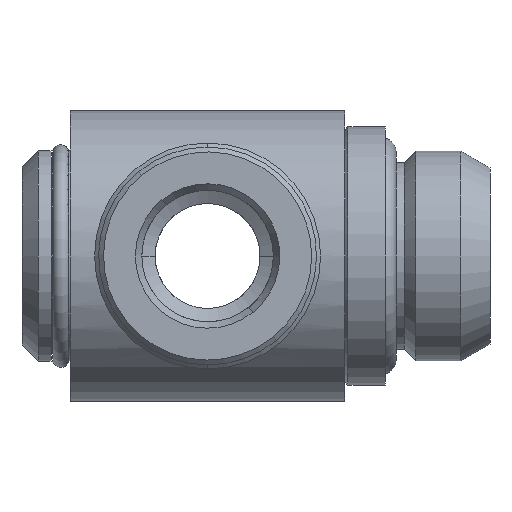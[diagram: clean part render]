
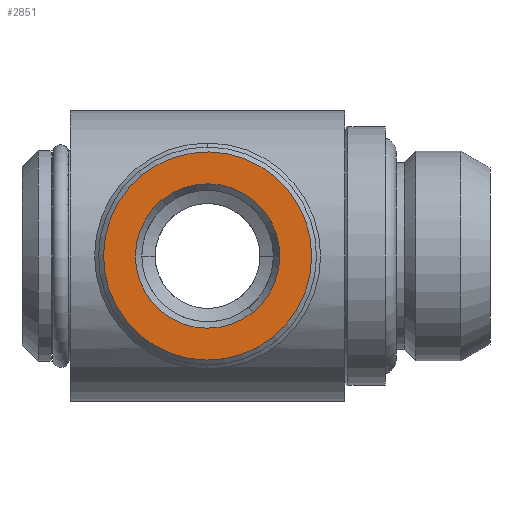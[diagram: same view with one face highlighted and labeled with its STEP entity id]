
A CAD part, left-side view. The second image highlights one B-rep face of the part: STEP entity #2851.
In plain terms, the highlighted planar face has unit normal (-1, 0, 0).
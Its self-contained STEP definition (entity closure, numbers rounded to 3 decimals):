
#685 = DIRECTION ( 'NONE',  ( 0., -0.631, -0.776 ) ) ;
#694 = CARTESIAN_POINT ( 'NONE',  ( -24.7, 17.5, 0. ) ) ;
#723 = DIRECTION ( 'NONE',  ( 1., 0., 0. ) ) ;
#1323 = AXIS2_PLACEMENT_3D ( 'NONE', #694, #723, #685 ) ;
#1324 = CIRCLE ( 'NONE', #1323, 4.475 ) ;
#1380 = CARTESIAN_POINT ( 'NONE',  ( -24.7, 22.502, -4.072 ) ) ;
#1384 = FACE_BOUND ( 'NONE', #2892, .T. ) ;
#1386 = DIRECTION ( 'NONE',  ( -1., 0., 0. ) ) ;
#1387 = PLANE ( 'NONE',  #1416 ) ;
#1390 = DIRECTION ( 'NONE',  ( 0., 0.631, 0.776 ) ) ;
#1408 = FACE_OUTER_BOUND ( 'NONE', #2802, .T. ) ;
#1416 = AXIS2_PLACEMENT_3D ( 'NONE', #1380, #1386, #1390 ) ;
#1439 = DIRECTION ( 'NONE',  ( 0., -0.631, -0.776 ) ) ;
#1447 = DIRECTION ( 'NONE',  ( 1., 0., 0. ) ) ;
#1448 = CIRCLE ( 'NONE', #1468, 6.45 ) ;
#1456 = CARTESIAN_POINT ( 'NONE',  ( -24.7, 17.5, 0. ) ) ;
#1468 = AXIS2_PLACEMENT_3D ( 'NONE', #1456, #1447, #1439 ) ;
#1564 = CARTESIAN_POINT ( 'NONE',  ( -24.7, 14.675, -3.471 ) ) ;
#2802 = EDGE_LOOP ( 'NONE', ( #2875, #2843 ) ) ;
#2828 = EDGE_CURVE ( 'NONE', #3099, #3398, #1324, .T. ) ;
#2843 = ORIENTED_EDGE ( 'NONE', *, *, #2911, .F. ) ;
#2851 = ADVANCED_FACE ( 'NONE', ( #1384, #1408 ), #1387, .T. ) ;
#2875 = ORIENTED_EDGE ( 'NONE', *, *, #3344, .F. ) ;
#2892 = EDGE_LOOP ( 'NONE', ( #2897, #2893 ) ) ;
#2893 = ORIENTED_EDGE ( 'NONE', *, *, #2828, .T. ) ;
#2897 = ORIENTED_EDGE ( 'NONE', *, *, #3442, .T. ) ;
#2911 = EDGE_CURVE ( 'NONE', #3331, #3300, #1448, .T. ) ;
#3099 = VERTEX_POINT ( 'NONE', #1564 ) ;
#3300 = VERTEX_POINT ( 'NONE', #4908 ) ;
#3331 = VERTEX_POINT ( 'NONE', #4953 ) ;
#3344 = EDGE_CURVE ( 'NONE', #3300, #3331, #4941, .T. ) ;
#3398 = VERTEX_POINT ( 'NONE', #4976 ) ;
#3442 = EDGE_CURVE ( 'NONE', #3398, #3099, #5011, .T. ) ;
#4908 = CARTESIAN_POINT ( 'NONE',  ( -24.7, 13.428, -5.002 ) ) ;
#4941 = CIRCLE ( 'NONE', #4971, 6.45 ) ;
#4945 = DIRECTION ( 'NONE',  ( 0., -0.631, -0.776 ) ) ;
#4946 = DIRECTION ( 'NONE',  ( 1., 0., 0. ) ) ;
#4953 = CARTESIAN_POINT ( 'NONE',  ( -24.7, 21.572, 5.002 ) ) ;
#4958 = CARTESIAN_POINT ( 'NONE',  ( -24.7, 17.5, 0. ) ) ;
#4971 = AXIS2_PLACEMENT_3D ( 'NONE', #4958, #4946, #4945 ) ;
#4976 = CARTESIAN_POINT ( 'NONE',  ( -24.7, 20.325, 3.471 ) ) ;
#5008 = DIRECTION ( 'NONE',  ( 0., -0.631, -0.776 ) ) ;
#5009 = DIRECTION ( 'NONE',  ( 1., 0., 0. ) ) ;
#5010 = AXIS2_PLACEMENT_3D ( 'NONE', #5026, #5009, #5008 ) ;
#5011 = CIRCLE ( 'NONE', #5010, 4.475 ) ;
#5026 = CARTESIAN_POINT ( 'NONE',  ( -24.7, 17.5, 0. ) ) ;
